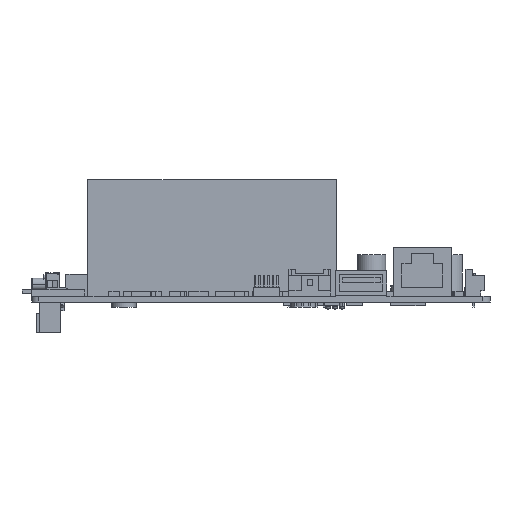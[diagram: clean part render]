
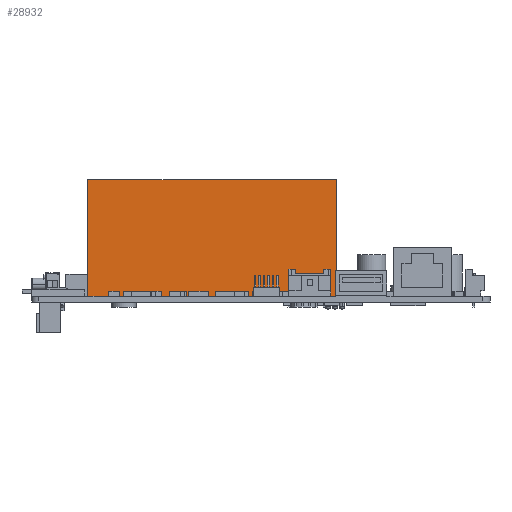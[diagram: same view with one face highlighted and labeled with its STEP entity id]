
A CAD part, front view. The second image highlights one B-rep face of the part: STEP entity #28932.
In plain terms, the highlighted planar face has unit normal (0, -1, 0).
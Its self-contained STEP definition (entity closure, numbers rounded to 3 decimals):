
#293 = ORIENTED_EDGE ( 'NONE', *, *, #34544, .F. ) ;
#3102 = VERTEX_POINT ( 'NONE', #6770 ) ;
#6770 = CARTESIAN_POINT ( 'NONE',  ( 21.48, -32.03, 1.6 ) ) ;
#7532 = VECTOR ( 'NONE', #22194, 1000. ) ;
#9156 = DIRECTION ( 'NONE',  ( -1., 0., 0. ) ) ;
#10631 = AXIS2_PLACEMENT_3D ( 'NONE', #26193, #14350, #29538 ) ;
#11376 = FACE_OUTER_BOUND ( 'NONE', #13910, .T. ) ;
#11391 = VERTEX_POINT ( 'NONE', #26752 ) ;
#11765 = LINE ( 'NONE', #38610, #27553 ) ;
#12907 = CARTESIAN_POINT ( 'NONE',  ( 21.48, -32.03, 34.8 ) ) ;
#13910 = EDGE_LOOP ( 'NONE', ( #293, #17679, #16979, #30068 ) ) ;
#14062 = VECTOR ( 'NONE', #20285, 1000. ) ;
#14350 = DIRECTION ( 'NONE',  ( 0., -1., 0. ) ) ;
#14722 = CARTESIAN_POINT ( 'NONE',  ( 0., -32.03, 34.8 ) ) ;
#16869 = EDGE_CURVE ( 'NONE', #17759, #11391, #30645, .T. ) ;
#16979 = ORIENTED_EDGE ( 'NONE', *, *, #20187, .T. ) ;
#17679 = ORIENTED_EDGE ( 'NONE', *, *, #25690, .F. ) ;
#17689 = LINE ( 'NONE', #26577, #26730 ) ;
#17759 = VERTEX_POINT ( 'NONE', #37232 ) ;
#20187 = EDGE_CURVE ( 'NONE', #20375, #17759, #23242, .T. ) ;
#20285 = DIRECTION ( 'NONE',  ( -1., 0., 0. ) ) ;
#20375 = VERTEX_POINT ( 'NONE', #12907 ) ;
#22194 = DIRECTION ( 'NONE',  ( 0., 0., -1. ) ) ;
#23242 = LINE ( 'NONE', #14722, #14062 ) ;
#23248 = PLANE ( 'NONE',  #10631 ) ;
#25690 = EDGE_CURVE ( 'NONE', #20375, #3102, #11765, .T. ) ;
#26193 = CARTESIAN_POINT ( 'NONE',  ( 0., -32.03, 34.8 ) ) ;
#26577 = CARTESIAN_POINT ( 'NONE',  ( 0., -32.03, 1.6 ) ) ;
#26730 = VECTOR ( 'NONE', #9156, 1000. ) ;
#26752 = CARTESIAN_POINT ( 'NONE',  ( -49.24, -32.03, 1.6 ) ) ;
#27553 = VECTOR ( 'NONE', #29542, 1000. ) ;
#28483 = CARTESIAN_POINT ( 'NONE',  ( -49.24, -32.03, 34.8 ) ) ;
#28932 = ADVANCED_FACE ( 'NONE', ( #11376 ), #23248, .T. ) ;
#29538 = DIRECTION ( 'NONE',  ( 0., 0., -1. ) ) ;
#29542 = DIRECTION ( 'NONE',  ( 0., 0., -1. ) ) ;
#30068 = ORIENTED_EDGE ( 'NONE', *, *, #16869, .T. ) ;
#30645 = LINE ( 'NONE', #28483, #7532 ) ;
#34544 = EDGE_CURVE ( 'NONE', #3102, #11391, #17689, .T. ) ;
#37232 = CARTESIAN_POINT ( 'NONE',  ( -49.24, -32.03, 34.8 ) ) ;
#38610 = CARTESIAN_POINT ( 'NONE',  ( 21.48, -32.03, 34.8 ) ) ;
